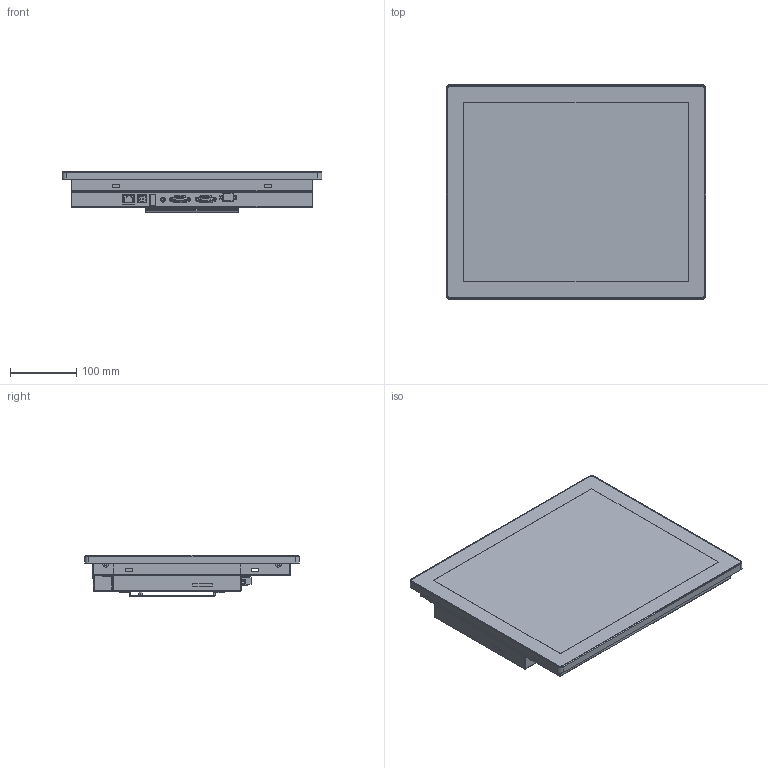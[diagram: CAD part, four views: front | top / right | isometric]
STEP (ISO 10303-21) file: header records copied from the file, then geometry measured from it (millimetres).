
FILE_DESCRIPTION (( 'STEP AP214' ), '1' );
FILE_NAME ('ETÑ-A8TS-HSSE-P-170_Ïàíåëü îïåðàòîðà åìêîñòíàÿ ETÑ 17” ìåòàëëè÷åñêèé êîðïóñ ONI.STEP', '2018-09-25T14:23:34', ( '' ), ( '' ), 'SwSTEP 2.0', 'SolidWorks 2014', '' );
FILE_SCHEMA (( 'AUTOMOTIVE_DESIGN' ));
Length unit declared in the file: millimetre
Products named in the file (1): ETÑ-A8TS-HSSE-P-170_Ïàíåëü îïåðàòîðà åìêîñòíàÿ ETÑ 17” ìåòàëëè÷åñêèé êîðïóñ ONI
Bounding box: 392.22 x 324.64 x 62.2 mm (x, y, z)
Surface area: 871479.9 mm2 (no closed solid volume)
Topology: 0 solids, 26 shells, 607 faces, 2364 edges, 1730 vertices
Faces by surface type: cylinder 306, plane 274, bspline 23, cone 4
Entity records: 34385 total; most frequent: CARTESIAN_POINT 8027, DIRECTION 4158, ORIENTED_EDGE 3598, EDGE_CURVE 2364, VERTEX_POINT 1730, AXIS2_PLACEMENT_3D 1392, VECTOR 1374, LINE 1374
